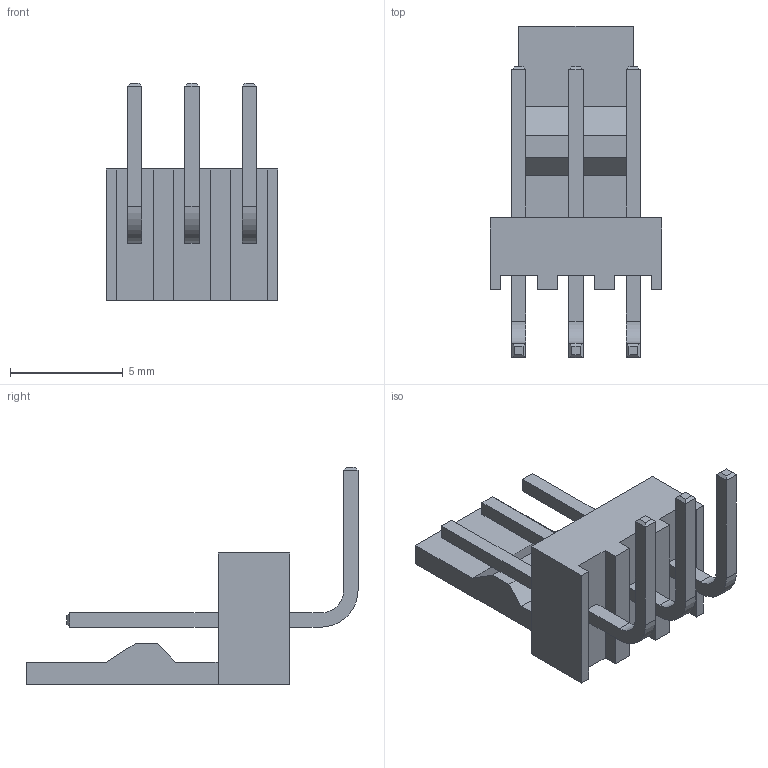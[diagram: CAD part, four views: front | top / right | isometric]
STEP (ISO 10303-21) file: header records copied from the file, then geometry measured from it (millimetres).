
FILE_DESCRIPTION((''),'2;1');
FILE_NAME('022057038','2012-02-15T',('gga'),(''),'PRO/ENGINEER BY PARAMETRIC TECHNOLOGY CORPORATION, 2003451','PRO/ENGINEER BY PARAMETRIC TECHNOLOGY CORPORATION, 2003451','');
FILE_SCHEMA(('CONFIG_CONTROL_DESIGN'));
Length unit declared in the file: millimetre
Products named in the file (1): 022057038
Bounding box: 7.62 x 14.74 x 9.64 mm (x, y, z)
Volume: 192.2 mm3; surface area: 432.8 mm2
Topology: 1 solids, 1 shells, 102 faces, 259 edges, 168 vertices
Faces by surface type: plane 96, cylinder 6
Entity records: 3039 total; most frequent: CARTESIAN_POINT 523, ORIENTED_EDGE 504, DIRECTION 485, EDGE_CURVE 252, VECTOR 241, LINE 241, VERTEX_POINT 160, AXIS2_PLACEMENT_3D 122
